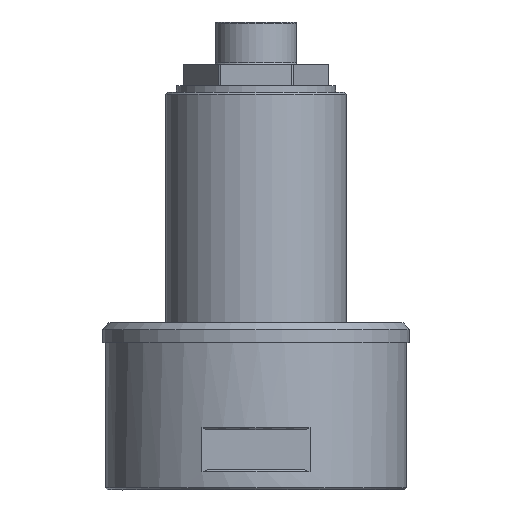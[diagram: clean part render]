
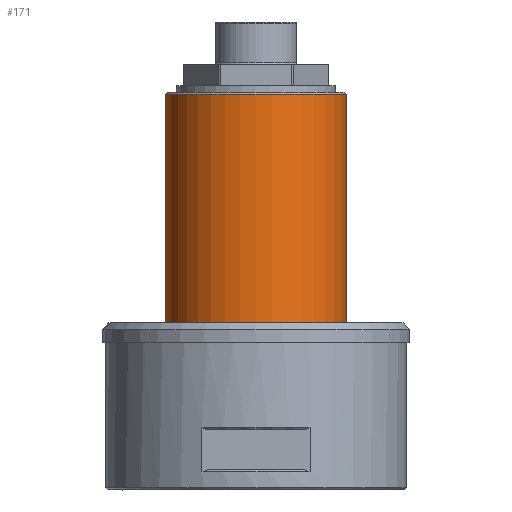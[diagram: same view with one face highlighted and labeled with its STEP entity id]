
A CAD part, front view. The second image highlights one B-rep face of the part: STEP entity #171.
In plain terms, the highlighted cylindrical face has radius 13.5 mm (diameter 27 mm), a full revolution.
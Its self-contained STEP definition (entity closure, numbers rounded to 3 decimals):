
#97=CYLINDRICAL_SURFACE('',#1048,13.5);
#171=ADVANCED_FACE('',(#360,#361),#97,.T.);
#360=FACE_BOUND('',#429,.T.);
#361=FACE_BOUND('',#430,.T.);
#429=EDGE_LOOP('',(#594));
#430=EDGE_LOOP('',(#595));
#594=ORIENTED_EDGE('',*,*,#889,.T.);
#595=ORIENTED_EDGE('',*,*,#874,.T.);
#774=VERTEX_POINT('',#1624);
#783=VERTEX_POINT('',#1656);
#874=EDGE_CURVE('',#774,#774,#952,.T.);
#889=EDGE_CURVE('',#783,#783,#961,.T.);
#952=CIRCLE('',#1030,13.5);
#961=CIRCLE('',#1047,13.5);
#1030=AXIS2_PLACEMENT_3D('',#1623,#1240,#1241);
#1047=AXIS2_PLACEMENT_3D('',#1655,#1280,#1281);
#1048=AXIS2_PLACEMENT_3D('',#1657,#1282,#1283);
#1240=DIRECTION('',(0.,0.,1.));
#1241=DIRECTION('',(1.,0.,0.));
#1280=DIRECTION('',(0.,0.,-1.));
#1281=DIRECTION('',(-1.,0.,0.));
#1282=DIRECTION('',(0.,0.,1.));
#1283=DIRECTION('',(1.,0.,0.));
#1623=CARTESIAN_POINT('',(0.,0.,15.5));
#1624=CARTESIAN_POINT('',(13.5,0.,15.5));
#1655=CARTESIAN_POINT('',(0.,0.,59.2));
#1656=CARTESIAN_POINT('',(-13.5,0.,59.2));
#1657=CARTESIAN_POINT('',(0.,0.,0.));
